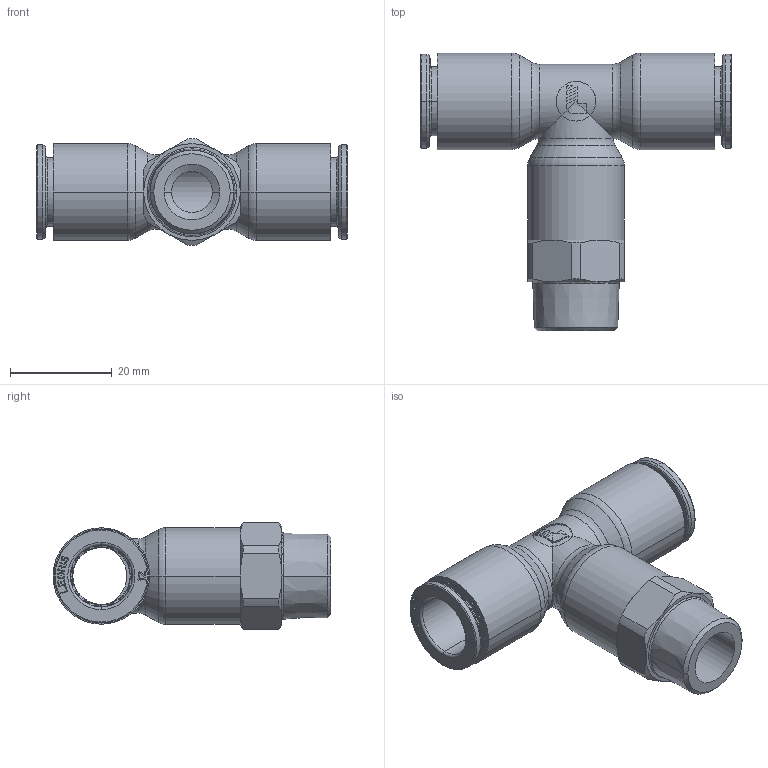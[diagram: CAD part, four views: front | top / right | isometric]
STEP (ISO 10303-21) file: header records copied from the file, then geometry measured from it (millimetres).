
FILE_DESCRIPTION(('STEP AP214'),'1');
FILE_NAME('6808_12_17.stp','2016-07-07T14:42:51',('TraceParts'),('TraceParts S.A.'),'Spatial InterOp 3D',' ',' ');
FILE_SCHEMA(('automotive_design'));
Length unit declared in the file: millimetre
Products named in the file (13): 6808 12 17|44112-19_ASM_1186#44112-19_ASM|44112-21_ASM_1184#44112-21_ASM|44112-32_1181#44112-32;Solide1; 6808 12 17|44112-19_ASM_1186#44112-19_ASM|44112-21_ASM_1184#44112-21_ASM|44112-30_1182#44112-30;Solide1; 6808 12 17|44112-19_ASM_1186#44112-19_ASM|44112-21_ASM_1184#44112-21_ASM|44112_1183#44112;Solide1; 6808 12 17|44112-19_ASM_1186#44112-19_ASM|44112-40_1185#44112-40;Solide1; 6808 12 17|44112-19_ASM_1189#44112-19_ASM|44112-21_ASM_1184#44112-21_ASM|44112-32_1181#44112-32;Solide1; 6808 12 17|44112-19_ASM_1189#44112-19_ASM|44112-21_ASM_1184#44112-21_ASM|44112-30_1182#44112-30;Solide1; 6808 12 17|44112-19_ASM_1189#44112-19_ASM|44112-21_ASM_1184#44112-21_ASM|44112_1183#44112;Solide1; 6808 12 17|44112-19_ASM_1189#44112-19_ASM|44112-40_1185#44112-40;Solide1; 6808 12 17|44522-04_1180#44522-04;Solide1; 6808 12 17|44320-39-69_1187#44320-39-69;Solide1; 6808 12 17|44112-11-10-ASM_1188#44112-11-10-ASM;Solide1; 6808 12 17|44112-11-10-ASM_1190#44112-11-10-ASM;Solide1; 6808 12 17|44112-11-10-ASM_1191#44112-11-10-ASM;Solide1
Bounding box: 61.32 x 54.64 x 20.99 mm (x, y, z)
Volume: 13723.6 mm3; surface area: 18622.4 mm2
Topology: 13 solids, 13 shells, 1357 faces, 3425 edges, 2134 vertices
Faces by surface type: plane 477, cylinder 258, torus 224, cone 214, bspline 180, sphere 4
Entity records: 63628 total; most frequent: CARTESIAN_POINT 19816, DIRECTION 6957, ORIENTED_EDGE 6842, EDGE_CURVE 3421, AXIS2_PLACEMENT_3D 2612, VERTEX_POINT 2134, LINE 1733, VECTOR 1733
